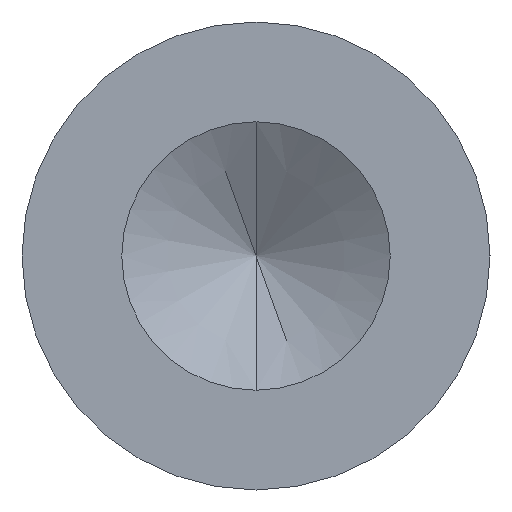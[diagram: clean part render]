
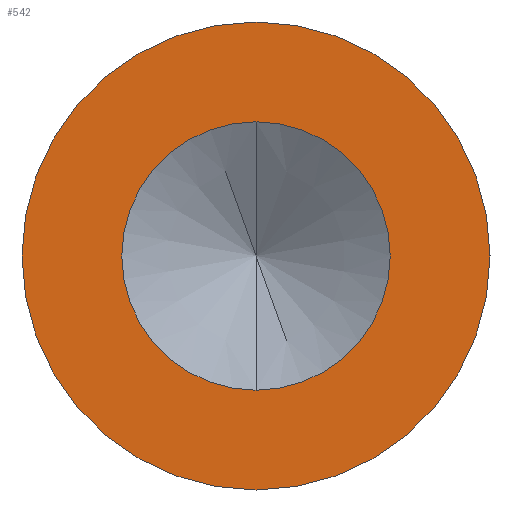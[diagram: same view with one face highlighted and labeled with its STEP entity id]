
A CAD part, left-side view. The second image highlights one B-rep face of the part: STEP entity #542.
In plain terms, the highlighted planar face has unit normal (-1, 0, 0).
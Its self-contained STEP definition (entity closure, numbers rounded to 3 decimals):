
#302=VERTEX_POINT('',#837);
#308=VERTEX_POINT('',#843);
#310=EDGE_CURVE('',#302,#308,#845,.T.);
#352=EDGE_CURVE('',#704,#684,#894,.T.);
#364=EDGE_CURVE('',#308,#302,#907,.T.);
#372=EDGE_CURVE('',#684,#704,#916,.T.);
#542=ADVANCED_FACE('',(#1109,#1110),#1111,.T.);
#684=VERTEX_POINT('',#1267);
#704=VERTEX_POINT('',#1290);
#837=CARTESIAN_POINT('',(0.0,0.,-1.147));
#843=CARTESIAN_POINT('',(0.0,0.0,1.147));
#845=CIRCLE('',#1447,1.147);
#894=CIRCLE('',#1503,2.0);
#907=CIRCLE('',#1519,1.147);
#916=CIRCLE('',#1532,2.0);
#1109=FACE_OUTER_BOUND('',#1779,.T.);
#1110=FACE_BOUND('',#1780,.T.);
#1111=PLANE('',#1781);
#1267=CARTESIAN_POINT('',(0.0,0.,-2.0));
#1290=CARTESIAN_POINT('',(0.0,0.0,2.0));
#1447=AXIS2_PLACEMENT_3D('',#2206,#2207,#2208);
#1503=AXIS2_PLACEMENT_3D('',#2272,#2273,#2274);
#1519=AXIS2_PLACEMENT_3D('',#2289,#2290,#2291);
#1532=AXIS2_PLACEMENT_3D('',#2304,#2305,#2306);
#1779=EDGE_LOOP('',(#2576,#2577));
#1780=EDGE_LOOP('',(#2578,#2579));
#1781=AXIS2_PLACEMENT_3D('',#2580,#2581,#2582);
#2206=CARTESIAN_POINT('',(0.0,0.0,0.0));
#2207=DIRECTION('',(1.0,0.0,-0.0));
#2208=DIRECTION('',(0.0,0.0,1.0));
#2272=CARTESIAN_POINT('',(0.0,0.0,0.0));
#2273=DIRECTION('',(1.0,0.0,-0.0));
#2274=DIRECTION('',(0.0,0.0,1.0));
#2289=CARTESIAN_POINT('',(0.0,0.0,0.0));
#2290=DIRECTION('',(1.0,0.0,-0.0));
#2291=DIRECTION('',(0.0,0.0,1.0));
#2304=CARTESIAN_POINT('',(0.0,0.0,0.0));
#2305=DIRECTION('',(1.0,0.0,-0.0));
#2306=DIRECTION('',(0.0,0.0,1.0));
#2576=ORIENTED_EDGE('',*,*,#352,.F.);
#2577=ORIENTED_EDGE('',*,*,#372,.F.);
#2578=ORIENTED_EDGE('',*,*,#364,.T.);
#2579=ORIENTED_EDGE('',*,*,#310,.T.);
#2580=CARTESIAN_POINT('',(0.0,0.0,1.573));
#2581=DIRECTION('',(-1.0,0.0,0.0));
#2582=DIRECTION('',(0.0,0.0,1.0));
